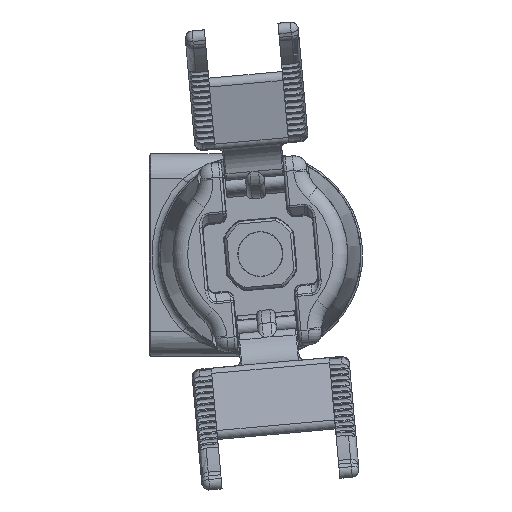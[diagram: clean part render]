
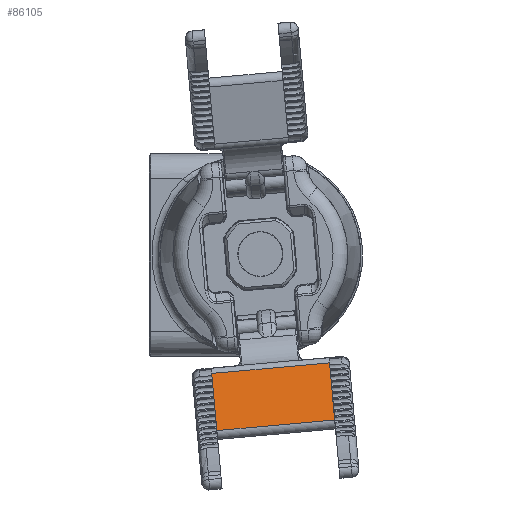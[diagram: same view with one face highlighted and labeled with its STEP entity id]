
A CAD part, top view. The second image highlights one B-rep face of the part: STEP entity #86105.
In plain terms, the highlighted face is planar.
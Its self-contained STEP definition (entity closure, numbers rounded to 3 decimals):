
#601 = VECTOR ( 'NONE', #71434, 1000. ) ;
#2897 = CARTESIAN_POINT ( 'NONE',  ( -24., -0.298, -47.307 ) ) ;
#5958 = EDGE_CURVE ( 'NONE', #102474, #45084, #35467, .T. ) ;
#7387 = VERTEX_POINT ( 'NONE', #29275 ) ;
#10384 = DIRECTION ( 'NONE',  ( 1., 0., 0. ) ) ;
#11509 = CARTESIAN_POINT ( 'NONE',  ( -169.497, -0.298, -47.307 ) ) ;
#18413 = CARTESIAN_POINT ( 'NONE',  ( -169.497, 18.919, -72.573 ) ) ;
#23885 = ORIENTED_EDGE ( 'NONE', *, *, #52386, .F. ) ;
#24259 = ORIENTED_EDGE ( 'NONE', *, *, #67417, .F. ) ;
#29275 = CARTESIAN_POINT ( 'NONE',  ( 24., 4.516, -53.636 ) ) ;
#31302 = ORIENTED_EDGE ( 'NONE', *, *, #44197, .T. ) ;
#35467 = LINE ( 'NONE', #18413, #73772 ) ;
#37780 = LINE ( 'NONE', #64483, #601 ) ;
#44197 = EDGE_CURVE ( 'NONE', #7387, #93563, #37780, .T. ) ;
#44644 = DIRECTION ( 'NONE',  ( 0., 0.796, 0.605 ) ) ;
#45084 = VERTEX_POINT ( 'NONE', #73161 ) ;
#49178 = CARTESIAN_POINT ( 'NONE',  ( -24., 18.919, -72.573 ) ) ;
#50665 = EDGE_LOOP ( 'NONE', ( #23885, #31302, #24259, #86703 ) ) ;
#52100 = DIRECTION ( 'NONE',  ( 0., -0.605, 0.796 ) ) ;
#52386 = EDGE_CURVE ( 'NONE', #7387, #45084, #61158, .T. ) ;
#61158 = LINE ( 'NONE', #84129, #90949 ) ;
#61716 = DIRECTION ( 'NONE',  ( 0., -0.605, 0.796 ) ) ;
#64483 = CARTESIAN_POINT ( 'NONE',  ( -169.497, 4.516, -53.636 ) ) ;
#67417 = EDGE_CURVE ( 'NONE', #102474, #93563, #90581, .T. ) ;
#71434 = DIRECTION ( 'NONE',  ( -1., 0., 0. ) ) ;
#71801 = AXIS2_PLACEMENT_3D ( 'NONE', #11509, #44644, #61716 ) ;
#73161 = CARTESIAN_POINT ( 'NONE',  ( 24., 18.919, -72.573 ) ) ;
#73772 = VECTOR ( 'NONE', #10384, 1000. ) ;
#77172 = DIRECTION ( 'NONE',  ( 0., 0.605, -0.796 ) ) ;
#84129 = CARTESIAN_POINT ( 'NONE',  ( 24., -0.298, -47.307 ) ) ;
#85216 = FACE_OUTER_BOUND ( 'NONE', #50665, .T. ) ;
#86105 = ADVANCED_FACE ( 'NONE', ( #85216 ), #101695, .F. ) ;
#86703 = ORIENTED_EDGE ( 'NONE', *, *, #5958, .T. ) ;
#87810 = VECTOR ( 'NONE', #52100, 1000. ) ;
#89244 = CARTESIAN_POINT ( 'NONE',  ( -24., 4.516, -53.636 ) ) ;
#90581 = LINE ( 'NONE', #2897, #87810 ) ;
#90949 = VECTOR ( 'NONE', #77172, 1000. ) ;
#93563 = VERTEX_POINT ( 'NONE', #89244 ) ;
#101695 = PLANE ( 'NONE',  #71801 ) ;
#102474 = VERTEX_POINT ( 'NONE', #49178 ) ;
